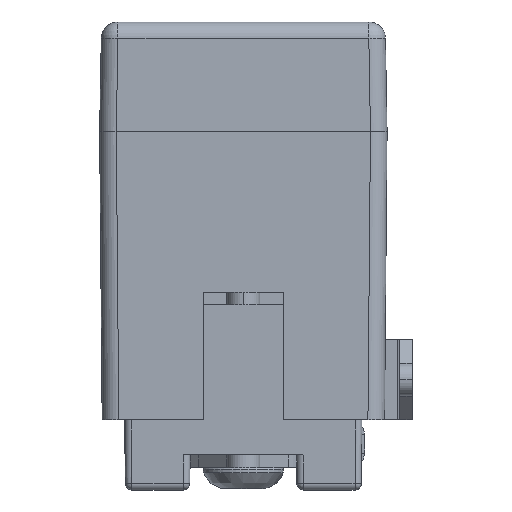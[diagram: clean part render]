
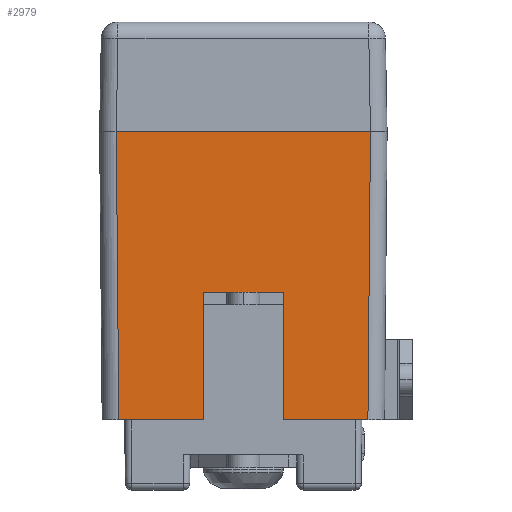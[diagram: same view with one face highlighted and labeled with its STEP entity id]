
A CAD part, front view. The second image highlights one B-rep face of the part: STEP entity #2979.
In plain terms, the highlighted planar face has unit normal (0, -1, 0).
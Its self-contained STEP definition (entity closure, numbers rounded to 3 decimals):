
#110=PLANE('',#3284);
#335=FACE_OUTER_BOUND('',#530,.T.);
#530=EDGE_LOOP('',(#2549,#2550,#2551,#2552,#2553,#2554,#2555,#2556));
#757=LINE('',#4863,#1053);
#762=LINE('',#4874,#1058);
#772=LINE('',#4900,#1068);
#786=LINE('',#4928,#1082);
#787=LINE('',#4930,#1083);
#788=LINE('',#4932,#1084);
#789=LINE('',#4933,#1085);
#790=LINE('',#4934,#1086);
#1053=VECTOR('',#3963,1000.);
#1058=VECTOR('',#3970,1000.);
#1068=VECTOR('',#3988,1000.);
#1082=VECTOR('',#4014,1000.);
#1083=VECTOR('',#4015,1000.);
#1084=VECTOR('',#4016,1000.);
#1085=VECTOR('',#4017,1000.);
#1086=VECTOR('',#4018,1000.);
#1470=VERTEX_POINT('',#4860);
#1471=VERTEX_POINT('',#4862);
#1475=VERTEX_POINT('',#4872);
#1476=VERTEX_POINT('',#4873);
#1487=VERTEX_POINT('',#4897);
#1488=VERTEX_POINT('',#4899);
#1497=VERTEX_POINT('',#4929);
#1498=VERTEX_POINT('',#4931);
#1827=EDGE_CURVE('',#1470,#1471,#757,.T.);
#1832=EDGE_CURVE('',#1475,#1476,#762,.T.);
#1845=EDGE_CURVE('',#1488,#1487,#772,.T.);
#1861=EDGE_CURVE('',#1487,#1476,#786,.T.);
#1862=EDGE_CURVE('',#1497,#1475,#787,.T.);
#1863=EDGE_CURVE('',#1498,#1497,#788,.T.);
#1864=EDGE_CURVE('',#1471,#1498,#789,.T.);
#1865=EDGE_CURVE('',#1470,#1488,#790,.T.);
#2549=ORIENTED_EDGE('',*,*,#1845,.T.);
#2550=ORIENTED_EDGE('',*,*,#1861,.T.);
#2551=ORIENTED_EDGE('',*,*,#1832,.F.);
#2552=ORIENTED_EDGE('',*,*,#1862,.F.);
#2553=ORIENTED_EDGE('',*,*,#1863,.F.);
#2554=ORIENTED_EDGE('',*,*,#1864,.F.);
#2555=ORIENTED_EDGE('',*,*,#1827,.F.);
#2556=ORIENTED_EDGE('',*,*,#1865,.T.);
#2979=ADVANCED_FACE('',(#335),#110,.F.);
#3284=AXIS2_PLACEMENT_3D('',#4927,#4012,#4013);
#3963=DIRECTION('',(-1.,0.,0.));
#3970=DIRECTION('',(-1.,0.,0.));
#3988=DIRECTION('',(-1.,0.,0.));
#4012=DIRECTION('center_axis',(0.,1.,0.));
#4013=DIRECTION('ref_axis',(0.,0.,1.));
#4014=DIRECTION('',(0.009,0.,-1.));
#4015=DIRECTION('',(0.,0.,-1.));
#4016=DIRECTION('',(-1.,0.,0.));
#4017=DIRECTION('',(0.,0.,1.));
#4018=DIRECTION('',(0.009,0.,1.));
#4860=CARTESIAN_POINT('',(3.891,-6.28,-9.));
#4862=CARTESIAN_POINT('',(1.25,-6.28,-9.));
#4863=CARTESIAN_POINT('',(4.49,-6.28,-9.));
#4872=CARTESIAN_POINT('',(-1.25,-6.28,-9.));
#4873=CARTESIAN_POINT('',(-3.891,-6.28,-9.));
#4874=CARTESIAN_POINT('',(4.49,-6.28,-9.));
#4897=CARTESIAN_POINT('',(-3.97,-6.28,0.));
#4899=CARTESIAN_POINT('',(3.97,-6.28,0.));
#4900=CARTESIAN_POINT('',(4.49,-6.28,0.));
#4927=CARTESIAN_POINT('Origin',(4.49,-6.28,-9.));
#4928=CARTESIAN_POINT('',(-3.891,-6.28,-9.073));
#4929=CARTESIAN_POINT('',(-1.25,-6.28,-5.01));
#4930=CARTESIAN_POINT('',(-1.25,-6.28,-5.01));
#4931=CARTESIAN_POINT('',(1.25,-6.28,-5.01));
#4932=CARTESIAN_POINT('',(1.25,-6.28,-5.01));
#4933=CARTESIAN_POINT('',(1.25,-6.28,-5.01));
#4934=CARTESIAN_POINT('',(3.891,-6.28,-8.995));
